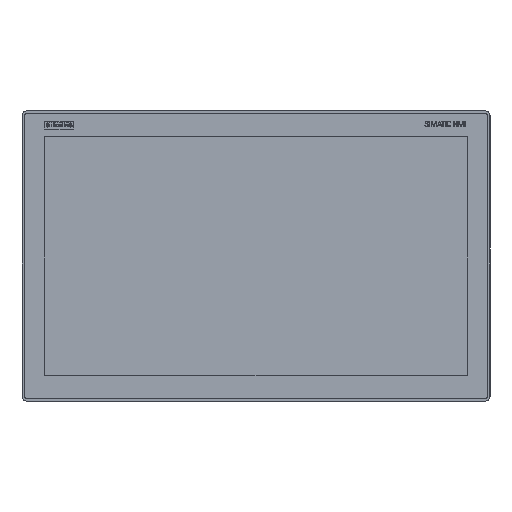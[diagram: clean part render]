
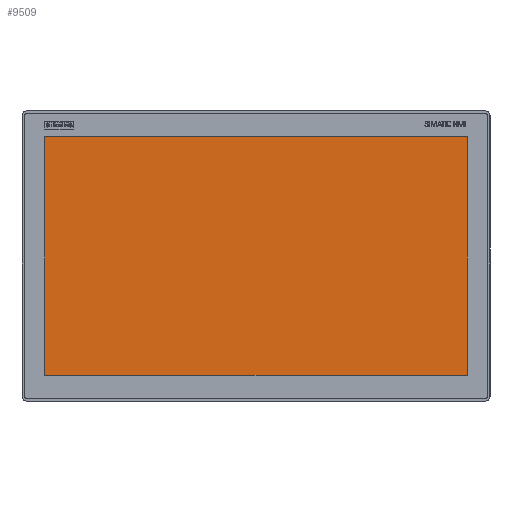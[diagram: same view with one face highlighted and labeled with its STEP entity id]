
A CAD part, top view. The second image highlights one B-rep face of the part: STEP entity #9509.
In plain terms, the highlighted planar face has unit normal (0, 0, 1).
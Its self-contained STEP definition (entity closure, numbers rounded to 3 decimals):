
#9509=ADVANCED_FACE('',(#13142),#11638,.T.);
#11638=PLANE('',#45469);
#13142=FACE_OUTER_BOUND('',#15246,.T.);
#15246=EDGE_LOOP('',(#19231,#19232,#19233,#19234));
#19231=ORIENTED_EDGE('',*,*,#32953,.F.);
#19232=ORIENTED_EDGE('',*,*,#32956,.F.);
#19233=ORIENTED_EDGE('',*,*,#32958,.F.);
#19234=ORIENTED_EDGE('',*,*,#32959,.F.);
#28983=VERTEX_POINT('',#57354);
#28984=VERTEX_POINT('',#57356);
#28985=VERTEX_POINT('',#57360);
#28986=VERTEX_POINT('',#57364);
#32953=EDGE_CURVE('',#28983,#28984,#38249,.T.);
#32956=EDGE_CURVE('',#28985,#28983,#38252,.T.);
#32958=EDGE_CURVE('',#28986,#28985,#38254,.T.);
#32959=EDGE_CURVE('',#28984,#28986,#38255,.T.);
#38249=LINE('',#57355,#41283);
#38252=LINE('',#57361,#41286);
#38254=LINE('',#57365,#41288);
#38255=LINE('',#57367,#41289);
#41283=VECTOR('',#48957,1.);
#41286=VECTOR('',#48962,1.);
#41288=VECTOR('',#48966,1.);
#41289=VECTOR('',#48969,1.);
#45469=AXIS2_PLACEMENT_3D('',#57369,#48972,#48973);
#48957=DIRECTION('',(0.,1.,0.));
#48962=DIRECTION('',(-1.,0.,0.));
#48966=DIRECTION('',(0.,-1.,0.));
#48969=DIRECTION('',(1.,0.,0.));
#48972=DIRECTION('',(0.,0.,1.));
#48973=DIRECTION('',(1.,0.,0.));
#57354=CARTESIAN_POINT('',(-453.067,-558.429,-16.91));
#57355=CARTESIAN_POINT('',(-453.067,-259.829,-16.91));
#57356=CARTESIAN_POINT('',(-453.067,-259.829,-16.91));
#57360=CARTESIAN_POINT('',(75.633,-558.429,-16.91));
#57361=CARTESIAN_POINT('',(-453.067,-558.429,-16.91));
#57364=CARTESIAN_POINT('',(75.633,-259.829,-16.91));
#57365=CARTESIAN_POINT('',(75.633,-558.429,-16.91));
#57367=CARTESIAN_POINT('',(75.633,-259.829,-16.91));
#57369=CARTESIAN_POINT('',(0.,0.,-16.91));
